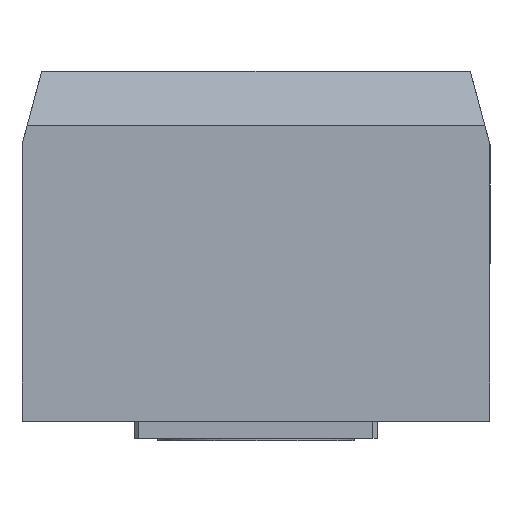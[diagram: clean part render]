
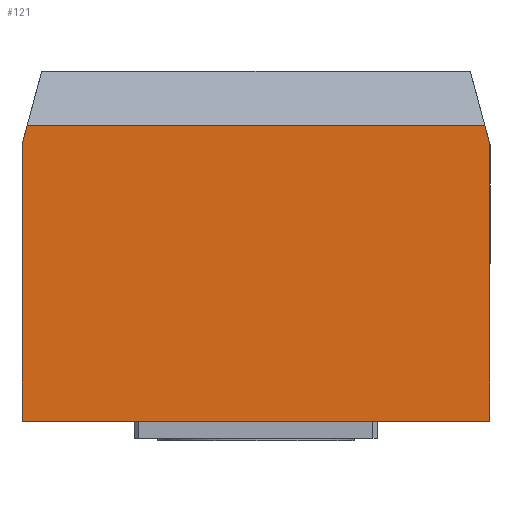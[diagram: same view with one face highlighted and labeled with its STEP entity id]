
A CAD part, left-side view. The second image highlights one B-rep face of the part: STEP entity #121.
In plain terms, the highlighted planar face has unit normal (-1, 0, 0).
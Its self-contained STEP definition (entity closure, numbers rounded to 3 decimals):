
#84=PLANE('',#863);
#121=ADVANCED_FACE('',(#165),#84,.T.);
#165=FACE_OUTER_BOUND('',#211,.T.);
#211=EDGE_LOOP('',(#493,#494,#495,#496,#497,#498));
#268=LINE('',#1233,#344);
#289=LINE('',#1276,#365);
#290=LINE('',#1278,#366);
#291=LINE('',#1280,#367);
#292=LINE('',#1282,#368);
#293=LINE('',#1284,#369);
#344=VECTOR('',#1009,1.);
#365=VECTOR('',#1042,1.);
#366=VECTOR('',#1043,1.);
#367=VECTOR('',#1044,1.);
#368=VECTOR('',#1045,1.);
#369=VECTOR('',#1046,1.);
#493=ORIENTED_EDGE('',*,*,#733,.T.);
#494=ORIENTED_EDGE('',*,*,#712,.T.);
#495=ORIENTED_EDGE('',*,*,#734,.T.);
#496=ORIENTED_EDGE('',*,*,#735,.T.);
#497=ORIENTED_EDGE('',*,*,#736,.T.);
#498=ORIENTED_EDGE('',*,*,#737,.T.);
#626=VERTEX_POINT('',#1227);
#629=VERTEX_POINT('',#1232);
#646=VERTEX_POINT('',#1277);
#647=VERTEX_POINT('',#1279);
#648=VERTEX_POINT('',#1281);
#649=VERTEX_POINT('',#1283);
#712=EDGE_CURVE('',#626,#629,#268,.T.);
#733=EDGE_CURVE('',#646,#626,#289,.T.);
#734=EDGE_CURVE('',#629,#647,#290,.T.);
#735=EDGE_CURVE('',#647,#648,#291,.T.);
#736=EDGE_CURVE('',#648,#649,#292,.T.);
#737=EDGE_CURVE('',#649,#646,#293,.T.);
#863=AXIS2_PLACEMENT_3D('',#1285,#1047,#1048);
#1009=DIRECTION('',(0.,1.,0.));
#1042=DIRECTION('',(0.,0.259,0.966));
#1043=DIRECTION('',(0.,0.259,-0.966));
#1044=DIRECTION('',(0.,0.,-1.));
#1045=DIRECTION('',(0.,-1.,0.));
#1046=DIRECTION('',(0.,0.,1.));
#1047=DIRECTION('',(-1.,0.,0.));
#1048=DIRECTION('',(0.,1.,0.));
#1227=CARTESIAN_POINT('',(-30.,-46.447,-6.));
#1232=CARTESIAN_POINT('',(-30.,46.447,-6.));
#1233=CARTESIAN_POINT('',(-30.,-66.911,-6.));
#1276=CARTESIAN_POINT('',(-30.,-47.5,-9.928));
#1277=CARTESIAN_POINT('',(-30.,-47.5,-9.928));
#1278=CARTESIAN_POINT('',(-30.,43.5,5.));
#1279=CARTESIAN_POINT('',(-30.,47.5,-9.928));
#1280=CARTESIAN_POINT('',(-30.,47.5,-66.));
#1281=CARTESIAN_POINT('',(-30.,47.5,-66.));
#1282=CARTESIAN_POINT('',(-30.,47.5,-66.));
#1283=CARTESIAN_POINT('',(-30.,-47.5,-66.));
#1284=CARTESIAN_POINT('',(-30.,-47.5,-66.));
#1285=CARTESIAN_POINT('',(-30.,-47.5,5.));
